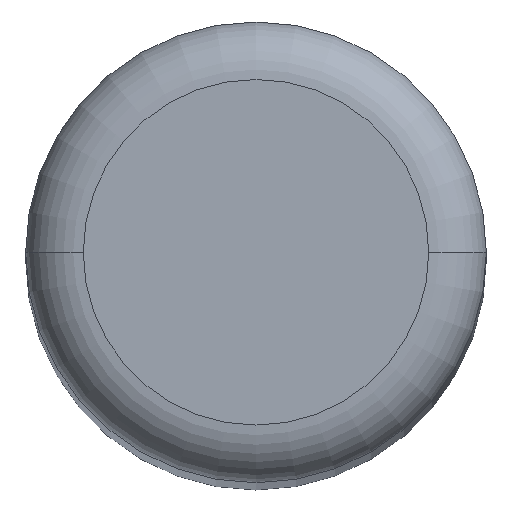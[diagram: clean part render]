
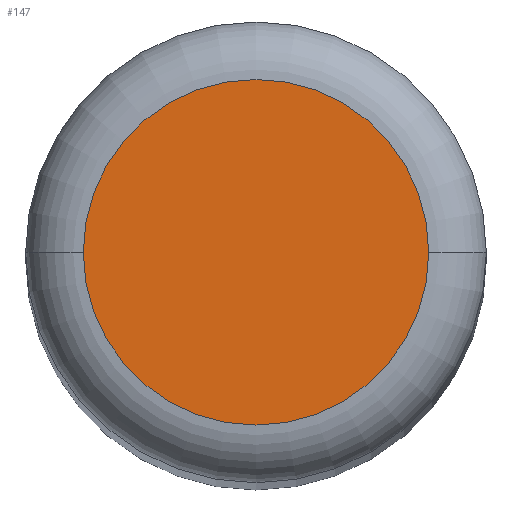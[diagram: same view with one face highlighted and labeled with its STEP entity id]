
A CAD part, top view. The second image highlights one B-rep face of the part: STEP entity #147.
In plain terms, the highlighted planar face has unit normal (0, 0, 1).
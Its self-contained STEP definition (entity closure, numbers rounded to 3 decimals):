
#87=CARTESIAN_POINT('Vertex',(85.597,187.495,1645.)) ;
#90=CARTESIAN_POINT('Axis2P3D Location',(81.097,187.495,1645.)) ;
#94=CARTESIAN_POINT('Vertex',(76.597,187.495,1645.)) ;
#121=CARTESIAN_POINT('Axis2P3D Location',(81.097,187.495,1645.)) ;
#138=CARTESIAN_POINT('Axis2P3D Location',(0.,0.,1645.)) ;
#91=DIRECTION('Axis2P3D Direction',(0.,0.,-1.)) ;
#122=DIRECTION('Axis2P3D Direction',(-0.,0.,-1.)) ;
#139=DIRECTION('Axis2P3D Direction',(0.,0.,-1.)) ;
#140=DIRECTION('Axis2P3D XDirection',(1.,0.,0.)) ;
#92=AXIS2_PLACEMENT_3D('Circle Axis2P3D',#90,#91,$) ;
#123=AXIS2_PLACEMENT_3D('Circle Axis2P3D',#121,#122,$) ;
#141=AXIS2_PLACEMENT_3D('Plane Axis2P3D',#138,#139,#140) ;
#144=ORIENTED_EDGE('',*,*,#96,.F.) ;
#145=ORIENTED_EDGE('',*,*,#125,.F.) ;
#147=ADVANCED_FACE('PartBody',(#146),#142,.F.) ;
#93=CIRCLE('generated circle',#92,4.5) ;
#124=CIRCLE('generated circle',#123,4.5) ;
#96=EDGE_CURVE('',#88,#95,#93,.T.) ;
#125=EDGE_CURVE('',#95,#88,#124,.T.) ;
#143=EDGE_LOOP('',(#144,#145)) ;
#146=FACE_OUTER_BOUND('',#143,.T.) ;
#142=PLANE('',#141) ;
#88=VERTEX_POINT('',#87) ;
#95=VERTEX_POINT('',#94) ;
